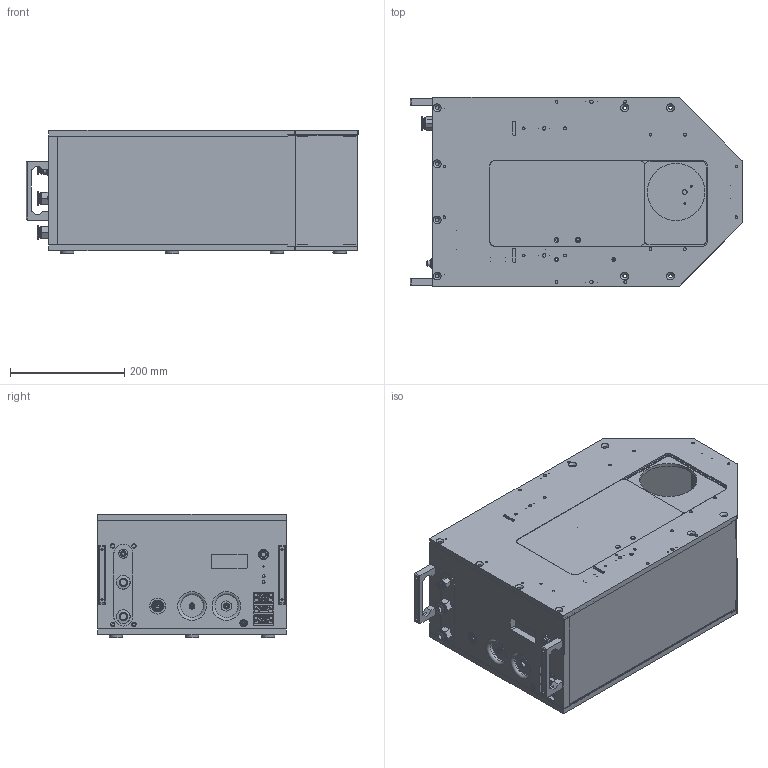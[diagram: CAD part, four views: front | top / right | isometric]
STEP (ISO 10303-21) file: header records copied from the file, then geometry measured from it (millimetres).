
FILE_DESCRIPTION(/* description */ (''),/* implementation_level */ '2;1');
FILE_NAME(/* name */ 'PM-100-STÖRKONTUR',/* time_stamp */ '2019-11-14T09:19:20+01:00',/* author */ (''),/* organization */ (''),/* preprocessor_version */ 'ST-DEVELOPER v16.5',/* originating_system */ 'HiCAD 2018 2302.3 Build 504',/* authorisation */ '');
FILE_SCHEMA (('AUTOMOTIVE_DESIGN { 1 0 10303 214 1 1 1 1 }'));
Products named in the file (42): Root; ANSCHLUßFITTING; RS485; 004_000L; 003_000X; 002_000X; BUCHSE; 001_000X; 004_000X; LED; DIN 6912-M5x12-8.8_Zylinderkopfschrauben_0; 1; PM-100-SHUTTER; GUMMIFUß; PM-100-GEHÄUSEBLECH; Rückwand-USB-Baugruppe_Baugruppe; kbor76F8nuhh; Display 2009; QUADER_1; QUADER_0; USB-Ersatz; Teil; PM-100-RÜCKWAND-USB; PM-100-GRUNDPLATTE; PM-100-DECKPLATTE
Assembly tree (41 placements, depth 4):
  Root
    ANSCHLUßFITTING
    RS485
    RS485
    RS485
    004_000L
      003_000X
      002_000X
    BUCHSE
      002_000X
      001_000X
      004_000X
    LED
    LED
    DIN 6912-M5x12-8.8_Zylinderkopfschrauben_0
    DIN 6912-M5x12-8.8_Zylinderkopfschrauben_0
    DIN 6912-M5x12-8.8_Zylinderkopfschrauben_0
    DIN 6912-M5x12-8.8_Zylinderkopfschrauben_0
    1
    1
    PM-100-SHUTTER
    1
    1
    1
    GUMMIFUß
    GUMMIFUß
    GUMMIFUß
    GUMMIFUß
    GUMMIFUß
    GUMMIFUß
    GUMMIFUß
    PM-100-GEHÄUSEBLECH
    Rückwand-USB-Baugruppe_Baugruppe
      kbor76F8nuhh
      Display 2009
        QUADER_1
        QUADER_0
      USB-Ersatz
      Teil
      PM-100-RÜCKWAND-USB
    PM-100-GRUNDPLATTE
    PM-100-DECKPLATTE
Bounding box: 580 x 330 x 215 mm (x, y, z)
Volume: 4477617.1 mm3; surface area: 1543865.8 mm2
Topology: 37 solids, 37 shells, 1502 faces, 3902 edges, 2579 vertices
Faces by surface type: plane 638, cylinder 498, cone 231, bspline 111, torus 18, sphere 6
Full cylindrical faces by diameter (mm): 0.5 x3, 1 x31, 1.05 x4, 1.509 x6, 2 x1, 2.387 x23, 2.5 x18, 3.2 x6, 3.3 x4, 3.4 x6, 4.019 x4, 4.2 x8, 4.7 x12, 4.773 x8, 5 x28, 5.1 x2, 5.2 x1, 5.65 x1, 6 x6, 6.5 x5, 6.6 x16, 7 x1, 7.25 x1, 7.4 x1, 7.8 x7, 8 x1, 8.1 x2, 8.16 x1, 8.2 x2, 8.5 x6
Entity records: 97019 total; most frequent: CARTESIAN_POINT 32101, DIRECTION 7059, PRESENTATION_STYLE_ASSIGNMENT 6377, OVER_RIDING_STYLED_ITEM 6340, DRAUGHTING_PRE_DEFINED_CURVE_FONT 6330, CURVE_STYLE 6330, ORIENTED_EDGE 6330, COLOUR_RGB 5172
